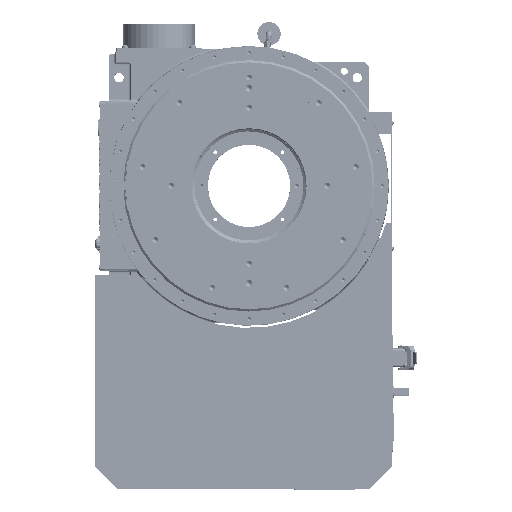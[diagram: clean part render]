
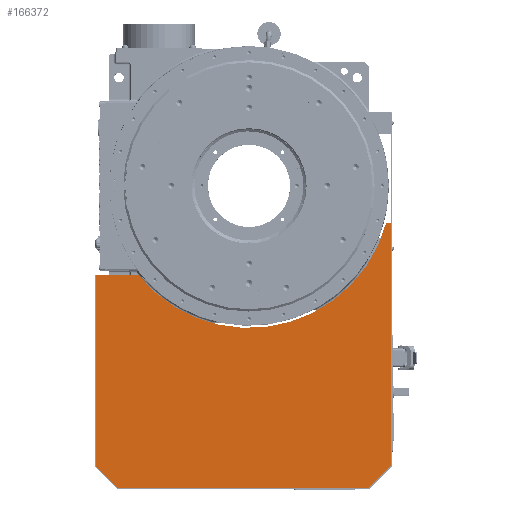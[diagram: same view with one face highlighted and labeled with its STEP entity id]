
A CAD part, top view. The second image highlights one B-rep face of the part: STEP entity #166372.
In plain terms, the highlighted planar face has unit normal (0, 0, 1).
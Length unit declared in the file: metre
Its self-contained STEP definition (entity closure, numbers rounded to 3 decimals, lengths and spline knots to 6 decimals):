
#2859 = CARTESIAN_POINT ( 'NONE',  ( 0.226, -0.68, 0.0023 ) ) ;
#3077 = CARTESIAN_POINT ( 'NONE',  ( 0.04, -0.68, 0.0023 ) ) ;
#3924 = DIRECTION ( 'NONE',  ( 1., 0., 0. ) ) ;
#4121 = DIRECTION ( 'NONE',  ( 0., -1., 0. ) ) ;
#5654 = CARTESIAN_POINT ( 'NONE',  ( 0.04, -0.34, 0.0023 ) ) ;
#5665 = FACE_OUTER_BOUND ( 'NONE', #180706, .T. ) ;
#9621 = ORIENTED_EDGE ( 'NONE', *, *, #44745, .T. ) ;
#11335 = ORIENTED_EDGE ( 'NONE', *, *, #159090, .T. ) ;
#14129 = VERTEX_POINT ( 'NONE', #149353 ) ;
#15369 = CARTESIAN_POINT ( 'NONE',  ( 0.04, -0.583045, 0.0023 ) ) ;
#15449 = CARTESIAN_POINT ( 'NONE',  ( -0.08, 0., 0.0023 ) ) ;
#22009 = CARTESIAN_POINT ( 'NONE',  ( -0.080001, -0.680001, 0.0023 ) ) ;
#23488 = ORIENTED_EDGE ( 'NONE', *, *, #27172, .T. ) ;
#27172 = EDGE_CURVE ( 'NONE', #185462, #27206, #78965, .T. ) ;
#27206 = VERTEX_POINT ( 'NONE', #3077 ) ;
#29387 = EDGE_CURVE ( 'NONE', #41722, #74186, #33418, .T. ) ;
#33085 = VECTOR ( 'NONE', #83528, 1. ) ;
#33418 = LINE ( 'NONE', #90326, #33085 ) ;
#37087 = DIRECTION ( 'NONE',  ( 1., 0., 0. ) ) ;
#39083 = DIRECTION ( 'NONE',  ( 0.707, 0.707, 0. ) ) ;
#41722 = VERTEX_POINT ( 'NONE', #55900 ) ;
#43140 = EDGE_CURVE ( 'NONE', #14129, #85238, #107133, .T. ) ;
#44745 = EDGE_CURVE ( 'NONE', #27206, #183415, #65860, .T. ) ;
#48304 = ORIENTED_EDGE ( 'NONE', *, *, #29387, .T. ) ;
#55148 = CIRCLE ( 'NONE', #165575, 0.328 ) ;
#55900 = CARTESIAN_POINT ( 'NONE',  ( 0.532, -0.63, 0.0023 ) ) ;
#64883 = EDGE_CURVE ( 'NONE', #172512, #185462, #55148, .T. ) ;
#65495 = VECTOR ( 'NONE', #3924, 1. ) ;
#65860 = LINE ( 'NONE', #2859, #65495 ) ;
#67635 = DIRECTION ( 'NONE',  ( -0.707, 0.707, 0. ) ) ;
#74186 = VERTEX_POINT ( 'NONE', #168591 ) ;
#77489 = VECTOR ( 'NONE', #4121, 1. ) ;
#78965 = LINE ( 'NONE', #5654, #77489 ) ;
#82661 = CARTESIAN_POINT ( 'NONE',  ( 0.532, -0.05, 0.0023 ) ) ;
#83528 = DIRECTION ( 'NONE',  ( 0., 1., 0. ) ) ;
#85044 = EDGE_CURVE ( 'NONE', #183415, #41722, #159519, .T. ) ;
#85238 = VERTEX_POINT ( 'NONE', #15449 ) ;
#90326 = CARTESIAN_POINT ( 'NONE',  ( 0.532, -0.34, 0.0023 ) ) ;
#90686 = VECTOR ( 'NONE', #147660, 1. ) ;
#91787 = LINE ( 'NONE', #102644, #90686 ) ;
#91883 = ORIENTED_EDGE ( 'NONE', *, *, #126523, .T. ) ;
#102644 = CARTESIAN_POINT ( 'NONE',  ( -0.08, -0.34, 0.0023 ) ) ;
#102994 = CARTESIAN_POINT ( 'NONE',  ( -0.08, -0.010205, 0.0023 ) ) ;
#107133 = LINE ( 'NONE', #148724, #107862 ) ;
#107862 = VECTOR ( 'NONE', #149201, 1. ) ;
#111594 = PLANE ( 'NONE',  #146887 ) ;
#126523 = EDGE_CURVE ( 'NONE', #85238, #172512, #91787, .T. ) ;
#126669 = DIRECTION ( 'NONE',  ( 0., 0., 1. ) ) ;
#137917 = ORIENTED_EDGE ( 'NONE', *, *, #43140, .T. ) ;
#143566 = CARTESIAN_POINT ( 'NONE',  ( 0.482, -0.68, 0.0023 ) ) ;
#145091 = ORIENTED_EDGE ( 'NONE', *, *, #85044, .T. ) ;
#146887 = AXIS2_PLACEMENT_3D ( 'NONE', #22009, #126669, #37087 ) ;
#147660 = DIRECTION ( 'NONE',  ( 0., -1., 0. ) ) ;
#148724 = CARTESIAN_POINT ( 'NONE',  ( 0.226, 0., 0.0023 ) ) ;
#149201 = DIRECTION ( 'NONE',  ( -1., 0., 0. ) ) ;
#149353 = CARTESIAN_POINT ( 'NONE',  ( 0.482, 0., 0.0023 ) ) ;
#153635 = ORIENTED_EDGE ( 'NONE', *, *, #64883, .T. ) ;
#158422 = VECTOR ( 'NONE', #39083, 1. ) ;
#159090 = EDGE_CURVE ( 'NONE', #74186, #14129, #186112, .T. ) ;
#159519 = LINE ( 'NONE', #143566, #158422 ) ;
#165575 = AXIS2_PLACEMENT_3D ( 'NONE', #172346, #172121, #171903 ) ;
#166372 = ADVANCED_FACE ( 'NONE', ( #5665 ), #111594, .T. ) ;
#168591 = CARTESIAN_POINT ( 'NONE',  ( 0.532, -0.05, 0.0023 ) ) ;
#171903 = DIRECTION ( 'NONE',  ( 1., 0., 0. ) ) ;
#172121 = DIRECTION ( 'NONE',  ( 0., 0., -1. ) ) ;
#172346 = CARTESIAN_POINT ( 'NONE',  ( -0.165, -0.327, 0.0023 ) ) ;
#172512 = VERTEX_POINT ( 'NONE', #102994 ) ;
#180706 = EDGE_LOOP ( 'NONE', ( #137917, #91883, #153635, #23488, #9621, #145091, #48304, #11335 ) ) ;
#183415 = VERTEX_POINT ( 'NONE', #188338 ) ;
#184993 = VECTOR ( 'NONE', #67635, 1. ) ;
#185462 = VERTEX_POINT ( 'NONE', #15369 ) ;
#186112 = LINE ( 'NONE', #82661, #184993 ) ;
#188338 = CARTESIAN_POINT ( 'NONE',  ( 0.482, -0.68, 0.0023 ) ) ;
